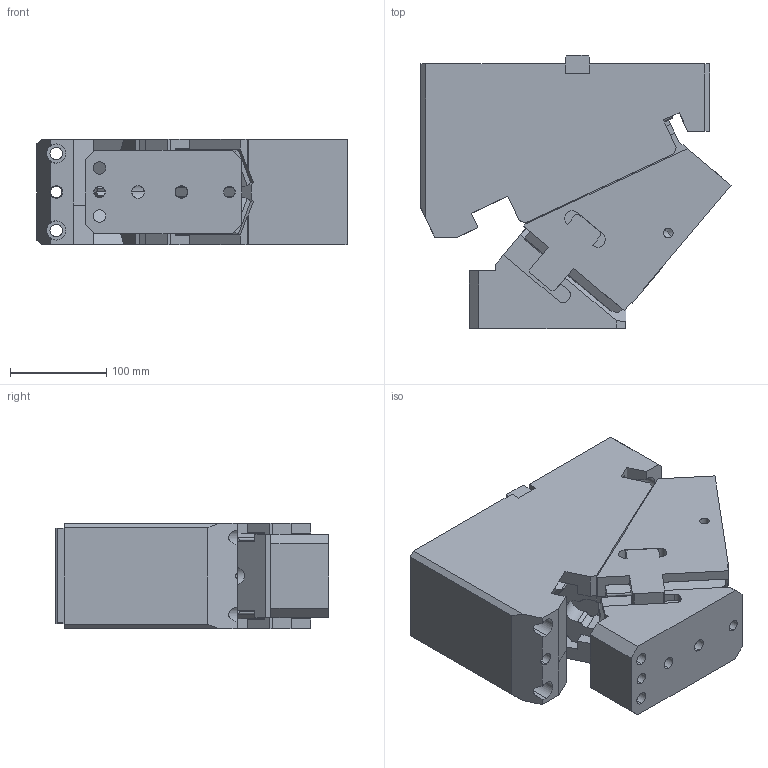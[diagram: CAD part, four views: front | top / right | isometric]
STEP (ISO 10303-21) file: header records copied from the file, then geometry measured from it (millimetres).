
FILE_DESCRIPTION(('CATIA V5 STEP Exchange'),'2;1');
FILE_NAME('CACV_F_110_40.stp','2015-04-27T06:36:56+00:00',('none'),('none'),'CATIA Version 5 Release 19 SP 2 (IN-10)','CATIA V5 STEP AP203','none');
FILE_SCHEMA(('CONFIG_CONTROL_DESIGN'));
Length unit declared in the file: millimetre
Products named in the file (1): CACV_F_110_40
Bounding box: 322.23 x 284 x 110 mm (x, y, z)
Volume: 6672175.8 mm3; surface area: 493635.5 mm2
Topology: 3 solids, 3 shells, 366 faces, 1039 edges, 674 vertices
Faces by surface type: plane 245, cylinder 115, cone 6
Entity records: 12825 total; most frequent: CARTESIAN_POINT 3556, ORIENTED_EDGE 2066, DIRECTION 1617, EDGE_CURVE 1033, VECTOR 781, LINE 781, VERTEX_POINT 674, AXIS2_PLACEMENT_3D 489
